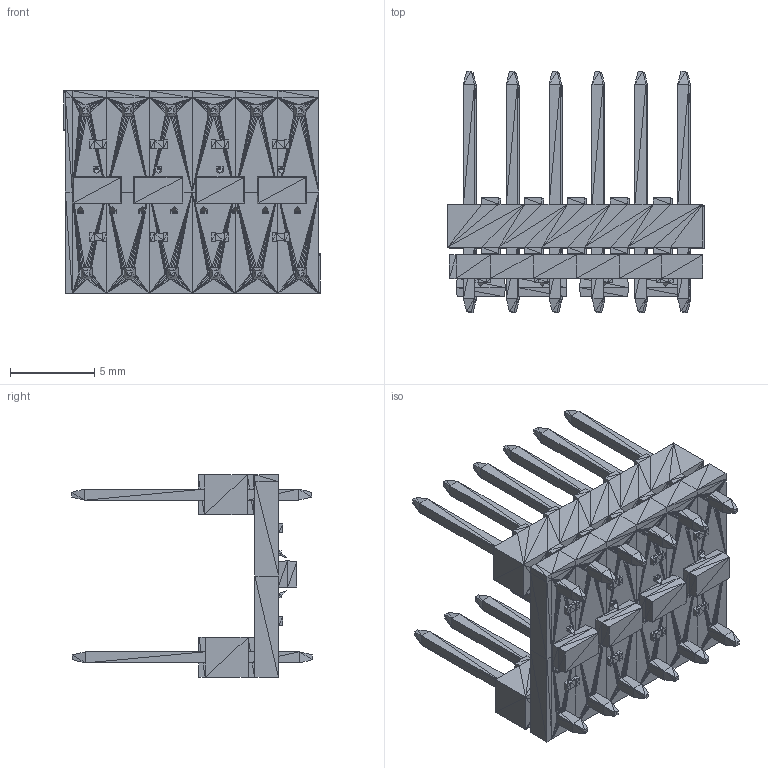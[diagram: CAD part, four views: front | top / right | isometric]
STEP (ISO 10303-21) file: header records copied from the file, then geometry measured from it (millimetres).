
FILE_DESCRIPTION(('CAx-IF Rec.Pracs.---Model Styling and Organization---1.5---2016-08-15','CAx-IF Rec.Pracs.---Geometric and Assembly Validation Properties---4.4---2016-08-17','CAx-IF Rec.Pracs.---User Defined Attributes---1.5---2016-08-15','CAx-IF Rec.Pracs.---External References---2.1---2005-01-19'),'2;1');
FILE_NAME('ConversorTTL.stp','2023-11-27T18:12:10',('Unspecified'),('Unspecified'),'CAD Exchanger 3.23.0 (cadexchanger.com)','Unspecified','');
FILE_SCHEMA(('AP242_MANAGED_MODEL_BASED_3D_ENGINEERING_MIM_LF { 1 0 10303 442 1 1 4 }'));
Length unit declared in the file: millimetre
Products named in the file (5): ConversorTTL; PCB_Conversor; Header; transistor SOT233; d0402h025
Assembly tree (15 placements, depth 2):
  ConversorTTL
    PCB_Conversor
    Header  x2
    transistor SOT233  x4
    d0402h025  x8
Bounding box: 15.21 x 14.27 x 12 mm (x, y, z)
Surface area: 1277.2 mm2 (no closed solid volume)
Topology: 0 solids, 3324 shells, 3324 faces, 9972 edges, 9972 vertices
Faces by surface type: plane 3324
Entity records: 22351 total; most frequent: CARTESIAN_POINT 8056, DIRECTION 4052, AXIS2_PLACEMENT_3D 2026, FACE_SURFACE 2010, FACE_OUTER_BOUND 2010, POLY_LOOP 2010, PLANE 2010, PRODUCT_DEFINITION_SHAPE 20
